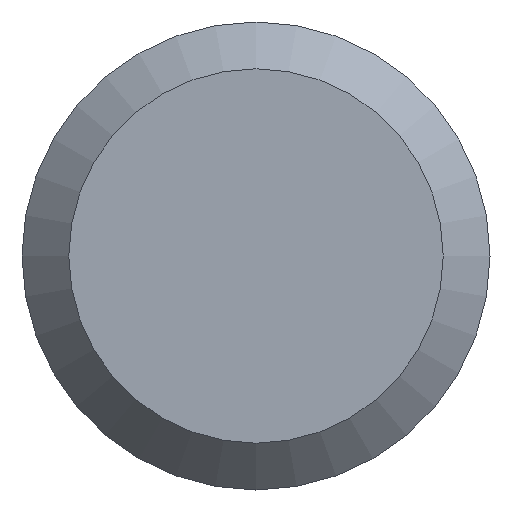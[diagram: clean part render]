
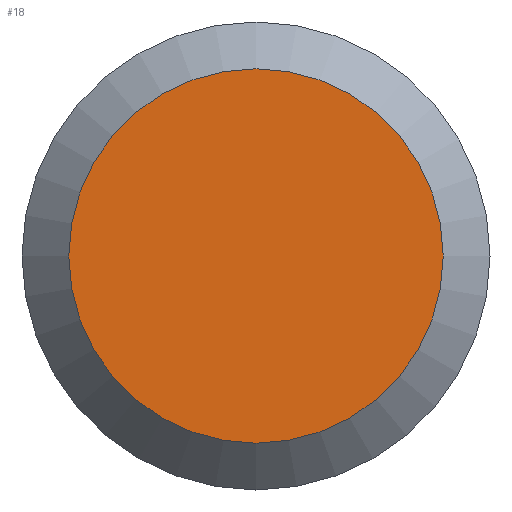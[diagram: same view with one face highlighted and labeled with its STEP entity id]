
A CAD part, left-side view. The second image highlights one B-rep face of the part: STEP entity #18.
In plain terms, the highlighted planar face has unit normal (-1, 0, 0).
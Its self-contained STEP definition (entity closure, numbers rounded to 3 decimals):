
#18 = ADVANCED_FACE ( 'NONE', ( #162 ), #78, .F. ) ;
#23 = DIRECTION ( 'NONE',  ( -1., 0., 0. ) ) ;
#25 = VERTEX_POINT ( 'NONE', #184 ) ;
#27 = ORIENTED_EDGE ( 'NONE', *, *, #185, .T. ) ;
#40 = AXIS2_PLACEMENT_3D ( 'NONE', #111, #23, #159 ) ;
#74 = EDGE_LOOP ( 'NONE', ( #27 ) ) ;
#78 = PLANE ( 'NONE',  #194 ) ;
#102 = CIRCLE ( 'NONE', #40, 2.08 ) ;
#109 = DIRECTION ( 'NONE',  ( 1., 0., 0. ) ) ;
#111 = CARTESIAN_POINT ( 'NONE',  ( 0., 0., 0. ) ) ;
#123 = CARTESIAN_POINT ( 'NONE',  ( 0., 2.6, 0. ) ) ;
#129 = DIRECTION ( 'NONE',  ( 0., 0., -1. ) ) ;
#159 = DIRECTION ( 'NONE',  ( 0., 0., -1. ) ) ;
#162 = FACE_OUTER_BOUND ( 'NONE', #74, .T. ) ;
#184 = CARTESIAN_POINT ( 'NONE',  ( 0., 0., -2.08 ) ) ;
#185 = EDGE_CURVE ( 'NONE', #25, #25, #102, .T. ) ;
#194 = AXIS2_PLACEMENT_3D ( 'NONE', #123, #109, #129 ) ;
